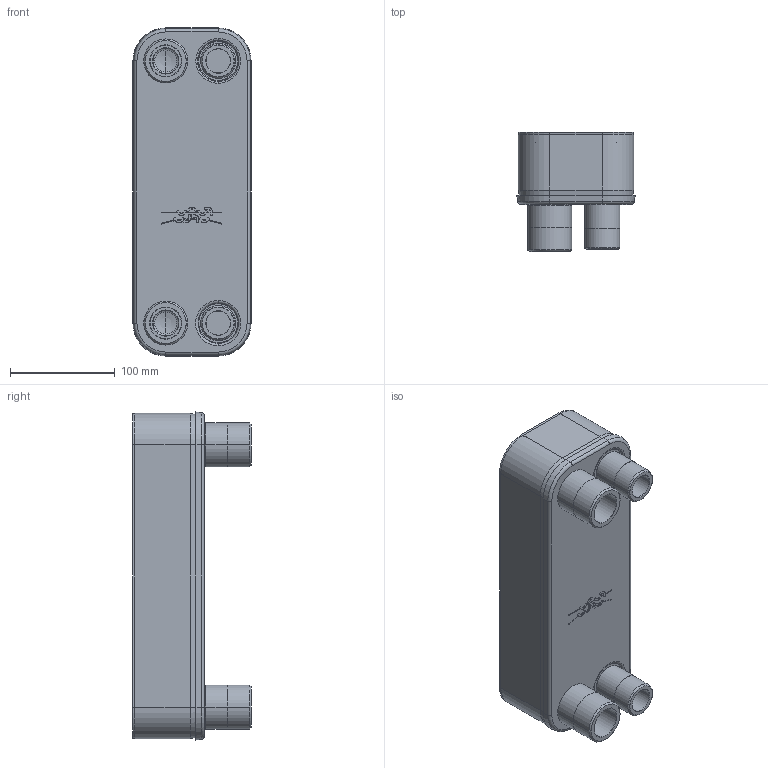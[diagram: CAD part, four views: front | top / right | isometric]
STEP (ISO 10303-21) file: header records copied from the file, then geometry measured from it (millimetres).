
FILE_DESCRIPTION((''),'2;1');
FILE_NAME('CB30_24M_3287083370_ASM','2017-10-27T',('CNSHIPU'),(''),'CREO PARAMETRIC BY PTC INC, 2016260','CREO PARAMETRIC BY PTC INC, 2016260','');
FILE_SCHEMA(('CONFIG_CONTROL_DESIGN'));
Length unit declared in the file: millimetre
Products named in the file (6): CB30_24_CH_BLOCK; CB30_FP_S1S2_32_S3S4_25; CB30_PP; 1626067-01; 1625764-01; CB30_24M_3287083370_ASM
Assembly tree (7 placements, depth 2):
  CB30_24M_3287083370_ASM
    CB30_24_CH_BLOCK
    CB30_FP_S1S2_32_S3S4_25
    CB30_PP
    1626067-01  x2
    1625764-01  x2
Bounding box: 112.55 x 113.4 x 312.79 mm (x, y, z)
Volume: 1903394.2 mm3; surface area: 346910.4 mm2
Topology: 7 solids, 13 shells, 1740 faces, 4834 edges, 3146 vertices
Faces by surface type: plane 1356, cylinder 176, torus 104, cone 88, sphere 16
Entity records: 53503 total; most frequent: CARTESIAN_POINT 9509, ORIENTED_EDGE 9396, DIRECTION 8712, EDGE_CURVE 4702, VECTOR 4078, LINE 4078, VERTEX_POINT 3074, AXIS2_PLACEMENT_3D 2317
